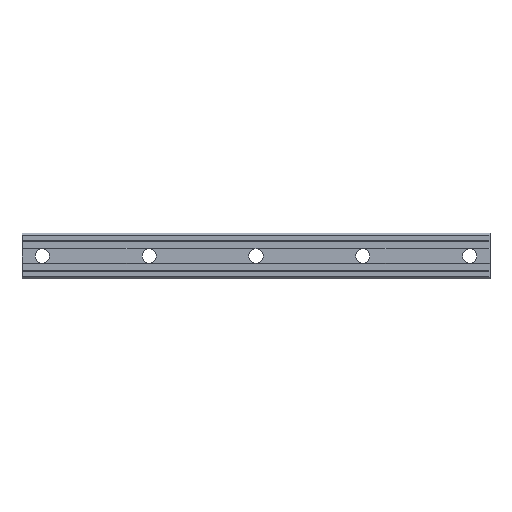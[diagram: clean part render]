
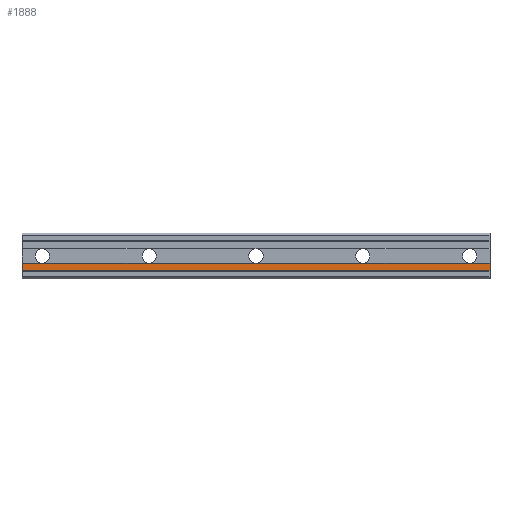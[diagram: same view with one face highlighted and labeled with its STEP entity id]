
A CAD part, front view. The second image highlights one B-rep face of the part: STEP entity #1888.
In plain terms, the highlighted planar face has unit normal (0, -1, 0).
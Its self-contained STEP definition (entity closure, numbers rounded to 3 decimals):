
#10 = CARTESIAN_POINT ( 'NONE',  ( 440., 0.5, -7.5 ) ) ;
#35 = VECTOR ( 'NONE', #1701, 1000. ) ;
#69 = VECTOR ( 'NONE', #1218, 1000. ) ;
#188 = CARTESIAN_POINT ( 'NONE',  ( 440., 0.5, -7.5 ) ) ;
#207 = EDGE_CURVE ( 'NONE', #1370, #1039, #854, .T. ) ;
#338 = DIRECTION ( 'NONE',  ( 0., 0., 1. ) ) ;
#350 = ORIENTED_EDGE ( 'NONE', *, *, #207, .F. ) ;
#459 = LINE ( 'NONE', #1549, #69 ) ;
#464 = VERTEX_POINT ( 'NONE', #1345 ) ;
#616 = EDGE_CURVE ( 'NONE', #891, #1370, #1932, .T. ) ;
#651 = CARTESIAN_POINT ( 'NONE',  ( 440., 0.5, -14.5 ) ) ;
#679 = ORIENTED_EDGE ( 'NONE', *, *, #2117, .T. ) ;
#685 = CARTESIAN_POINT ( 'NONE',  ( 440., 0.5, -7.5 ) ) ;
#854 = LINE ( 'NONE', #1035, #1221 ) ;
#891 = VERTEX_POINT ( 'NONE', #188 ) ;
#992 = CARTESIAN_POINT ( 'NONE',  ( 440., 0.5, 22.211 ) ) ;
#1035 = CARTESIAN_POINT ( 'NONE',  ( 440., 0.5, -14.5 ) ) ;
#1039 = VERTEX_POINT ( 'NONE', #1776 ) ;
#1147 = LINE ( 'NONE', #10, #35 ) ;
#1201 = ORIENTED_EDGE ( 'NONE', *, *, #616, .F. ) ;
#1218 = DIRECTION ( 'NONE',  ( 0., 0., -1. ) ) ;
#1221 = VECTOR ( 'NONE', #2318, 1000. ) ;
#1260 = VECTOR ( 'NONE', #2288, 1000. ) ;
#1345 = CARTESIAN_POINT ( 'NONE',  ( -20., 0.5, -7.5 ) ) ;
#1370 = VERTEX_POINT ( 'NONE', #651 ) ;
#1549 = CARTESIAN_POINT ( 'NONE',  ( -20., 0.5, 22.211 ) ) ;
#1682 = EDGE_CURVE ( 'NONE', #464, #891, #1147, .T. ) ;
#1701 = DIRECTION ( 'NONE',  ( 1., 0., 0. ) ) ;
#1776 = CARTESIAN_POINT ( 'NONE',  ( -20., 0.5, -14.5 ) ) ;
#1795 = PLANE ( 'NONE',  #2355 ) ;
#1821 = FACE_OUTER_BOUND ( 'NONE', #1903, .T. ) ;
#1888 = ADVANCED_FACE ( 'NONE', ( #1821 ), #1795, .F. ) ;
#1903 = EDGE_LOOP ( 'NONE', ( #350, #1201, #1949, #679 ) ) ;
#1932 = LINE ( 'NONE', #992, #1260 ) ;
#1949 = ORIENTED_EDGE ( 'NONE', *, *, #1682, .F. ) ;
#2028 = DIRECTION ( 'NONE',  ( 0., 1., 0. ) ) ;
#2117 = EDGE_CURVE ( 'NONE', #464, #1039, #459, .T. ) ;
#2288 = DIRECTION ( 'NONE',  ( 0., 0., -1. ) ) ;
#2318 = DIRECTION ( 'NONE',  ( -1., 0., 0. ) ) ;
#2355 = AXIS2_PLACEMENT_3D ( 'NONE', #685, #2028, #338 ) ;
